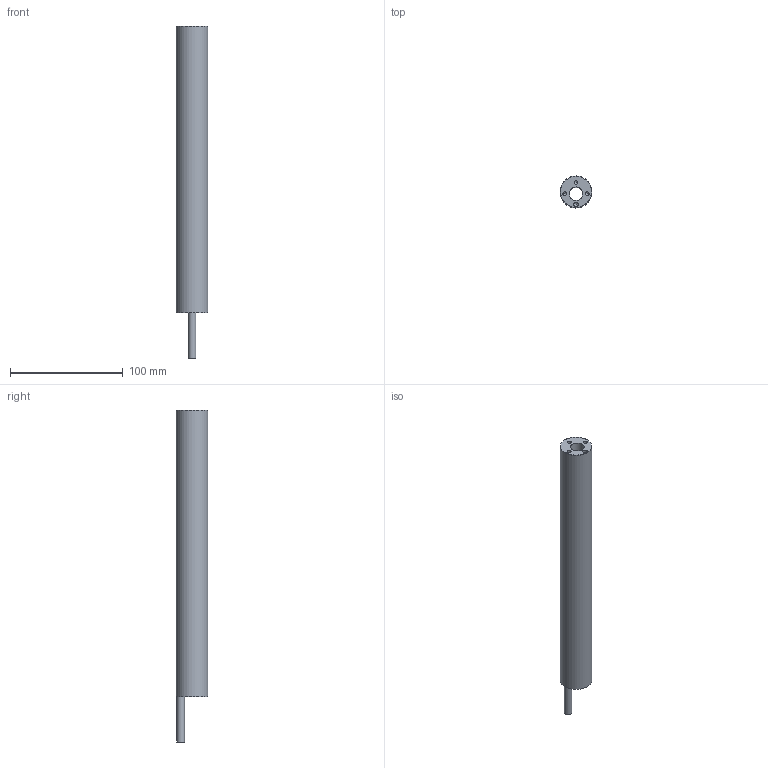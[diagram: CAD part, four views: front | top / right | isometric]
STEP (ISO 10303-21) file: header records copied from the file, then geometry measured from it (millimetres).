
FILE_DESCRIPTION(/* description */ ('STEP AP214'),/* implementation_level */ '2;1');
FILE_NAME(/* name */ '66957d60b3d6787b3fd1408e',/* time_stamp */ '2024-07-15T19:49:52Z',/* author */ (''),/* organization */ (''),/* preprocessor_version */ 'ST-DEVELOPER v20',/* originating_system */ ' ',/* authorisation */ ' ');
FILE_SCHEMA (('AUTOMOTIVE_DESIGN {1 0 10303 214 3 1 1}'));
Length unit declared in the file: metre
Products named in the file (1): Slider
Bounding box: 28 x 28 x 295 mm (x, y, z)
Volume: 129368.3 mm3; surface area: 34111.8 mm2
Topology: 1 solids, 1 shells, 16 faces, 34 edges, 21 vertices
Faces by surface type: cylinder 7, cone 6, plane 3
Full cylindrical faces by diameter (mm): 3.3 x3, 4 x1, 6.7 x1, 12 x1, 28 x1
Entity records: 389 total; most frequent: DIRECTION 66, CARTESIAN_POINT 53, FACE_BOUND 36, AXIS2_PLACEMENT_3D 33, ORIENTED_EDGE 32, EDGE_LOOP 32, VERTEX_POINT 20, EDGE_CURVE 16
